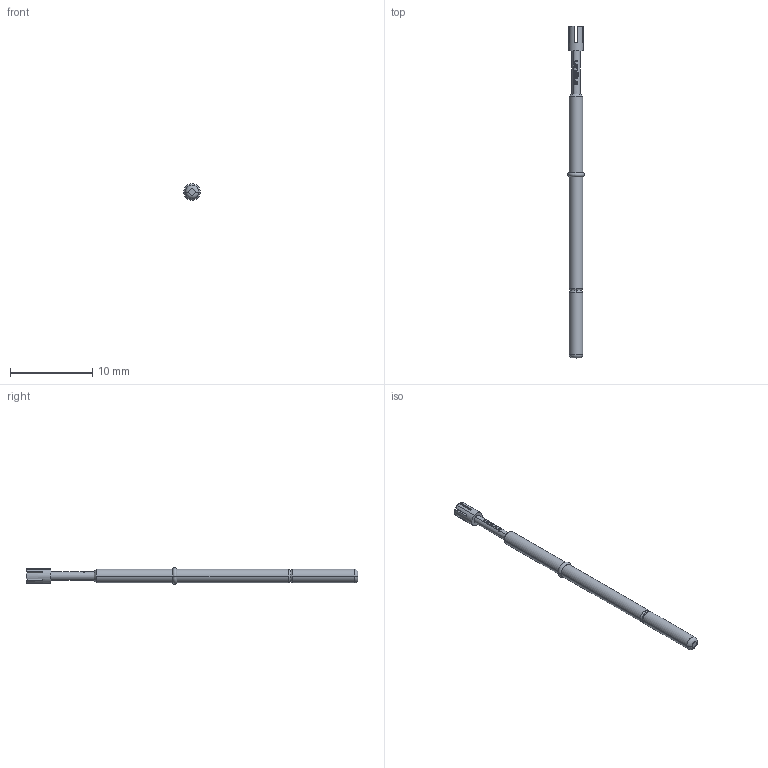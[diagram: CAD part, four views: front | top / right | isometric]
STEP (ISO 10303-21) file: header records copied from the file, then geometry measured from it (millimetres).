
FILE_DESCRIPTION (( 'STEP AP203' ), '1' );
FILE_NAME ('INGUN_GKS-112_319_180_A_xx10.STEP', '2021-12-22T11:16:19', ( 'ochi' ), ( '' ), 'SwSTEP 2.0', 'SolidWorks 2018', '' );
FILE_SCHEMA (( 'CONFIG_CONTROL_DESIGN' ));
Length unit declared in the file: millimetre
Products named in the file (1): INGUN_GKS-112_319_180_A_xx10
Bounding box: 2 x 40.3 x 2 mm (x, y, z)
Volume: 77.5 mm3; surface area: 218.3 mm2
Topology: 1 solids, 1 shells, 118 faces, 315 edges, 206 vertices
Faces by surface type: bspline 40, plane 38, cylinder 16, cone 16, torus 8
Entity records: 4792 total; most frequent: CARTESIAN_POINT 2258, ORIENTED_EDGE 630, DIRECTION 319, EDGE_CURVE 315, B_SPLINE_CURVE_WITH_KNOTS 212, VERTEX_POINT 206, AXIS2_PLACEMENT_3D 137, EDGE_LOOP 125
